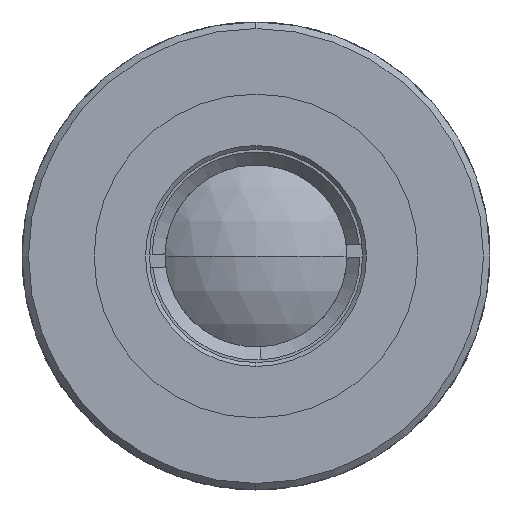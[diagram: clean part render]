
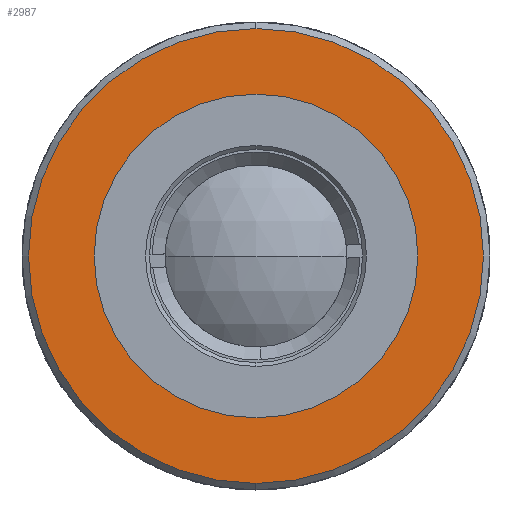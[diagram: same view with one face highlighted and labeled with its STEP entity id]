
A CAD part, left-side view. The second image highlights one B-rep face of the part: STEP entity #2987.
In plain terms, the highlighted planar face has unit normal (-1, 0, 0).
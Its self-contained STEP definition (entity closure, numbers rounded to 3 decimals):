
#36 = ORIENTED_EDGE ( 'NONE', *, *, #1277, .T. ) ;
#170 = CARTESIAN_POINT ( 'NONE',  ( -5.002, 0., 0. ) ) ;
#307 = EDGE_LOOP ( 'NONE', ( #3468, #664 ) ) ;
#394 = FACE_BOUND ( 'NONE', #307, .T. ) ;
#664 = ORIENTED_EDGE ( 'NONE', *, *, #1819, .F. ) ;
#833 = AXIS2_PLACEMENT_3D ( 'NONE', #2086, #5390, #4535 ) ;
#908 = DIRECTION ( 'NONE',  ( 0., 0., -1. ) ) ;
#930 = DIRECTION ( 'NONE',  ( 0., 0., -1. ) ) ;
#951 = VERTEX_POINT ( 'NONE', #4859 ) ;
#995 = VERTEX_POINT ( 'NONE', #4244 ) ;
#1032 = DIRECTION ( 'NONE',  ( -1., 0., 0. ) ) ;
#1099 = EDGE_CURVE ( 'NONE', #951, #995, #1341, .T. ) ;
#1218 = PLANE ( 'NONE',  #833 ) ;
#1277 = EDGE_CURVE ( 'NONE', #995, #951, #3099, .T. ) ;
#1341 = CIRCLE ( 'NONE', #3354, 17.5 ) ;
#1368 = ORIENTED_EDGE ( 'NONE', *, *, #1099, .T. ) ;
#1819 = EDGE_CURVE ( 'NONE', #5328, #5165, #5172, .T. ) ;
#1839 = CARTESIAN_POINT ( 'NONE',  ( -5.002, 0., -12.45 ) ) ;
#2086 = CARTESIAN_POINT ( 'NONE',  ( -5.002, 18., 0. ) ) ;
#2173 = DIRECTION ( 'NONE',  ( -1., 0., 0. ) ) ;
#2312 = AXIS2_PLACEMENT_3D ( 'NONE', #4970, #2968, #908 ) ;
#2844 = AXIS2_PLACEMENT_3D ( 'NONE', #3990, #1032, #4847 ) ;
#2968 = DIRECTION ( 'NONE',  ( -1., 0., 0. ) ) ;
#2987 = ADVANCED_FACE ( 'NONE', ( #3724, #394 ), #1218, .F. ) ;
#3099 = CIRCLE ( 'NONE', #2312, 17.5 ) ;
#3113 = DIRECTION ( 'NONE',  ( 0., 0., 1. ) ) ;
#3190 = CIRCLE ( 'NONE', #5115, 12.45 ) ;
#3281 = CARTESIAN_POINT ( 'NONE',  ( -5.002, 0., 12.45 ) ) ;
#3354 = AXIS2_PLACEMENT_3D ( 'NONE', #3827, #2173, #930 ) ;
#3468 = ORIENTED_EDGE ( 'NONE', *, *, #4379, .F. ) ;
#3513 = EDGE_LOOP ( 'NONE', ( #1368, #36 ) ) ;
#3724 = FACE_OUTER_BOUND ( 'NONE', #3513, .T. ) ;
#3827 = CARTESIAN_POINT ( 'NONE',  ( -5.002, 0., 0. ) ) ;
#3990 = CARTESIAN_POINT ( 'NONE',  ( -5.002, 0., 0. ) ) ;
#4244 = CARTESIAN_POINT ( 'NONE',  ( -5.002, 0., 17.5 ) ) ;
#4379 = EDGE_CURVE ( 'NONE', #5165, #5328, #3190, .T. ) ;
#4535 = DIRECTION ( 'NONE',  ( 0., 0., -1. ) ) ;
#4847 = DIRECTION ( 'NONE',  ( 0., 0., 1. ) ) ;
#4859 = CARTESIAN_POINT ( 'NONE',  ( -5.002, 0., -17.5 ) ) ;
#4970 = CARTESIAN_POINT ( 'NONE',  ( -5.002, 0., 0. ) ) ;
#5115 = AXIS2_PLACEMENT_3D ( 'NONE', #170, #5161, #3113 ) ;
#5161 = DIRECTION ( 'NONE',  ( -1., 0., 0. ) ) ;
#5165 = VERTEX_POINT ( 'NONE', #3281 ) ;
#5172 = CIRCLE ( 'NONE', #2844, 12.45 ) ;
#5328 = VERTEX_POINT ( 'NONE', #1839 ) ;
#5390 = DIRECTION ( 'NONE',  ( 1., 0., 0. ) ) ;
